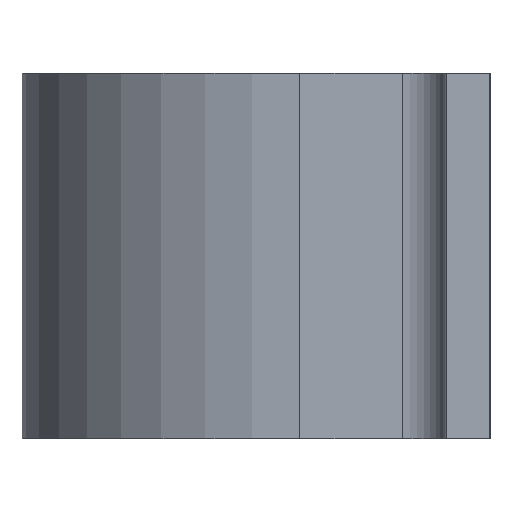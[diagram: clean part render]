
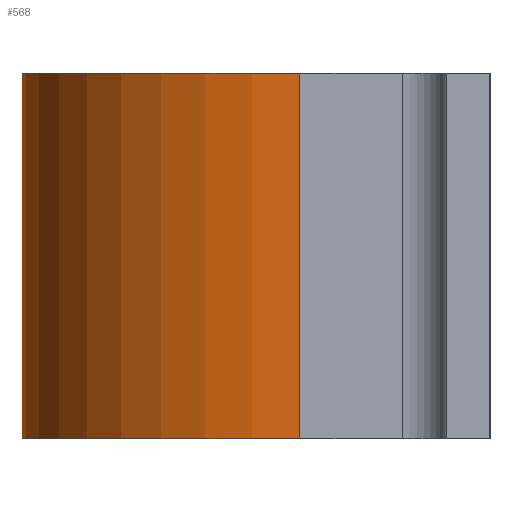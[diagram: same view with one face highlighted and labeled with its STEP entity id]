
A CAD part, left-side view. The second image highlights one B-rep face of the part: STEP entity #568.
In plain terms, the highlighted cylindrical face has radius 19 mm (diameter 38 mm), a partial arc.
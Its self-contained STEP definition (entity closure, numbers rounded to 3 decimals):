
#30 = CARTESIAN_POINT ( 'NONE',  ( 19., 13., 12.5 ) ) ;
#79 = ORIENTED_EDGE ( 'NONE', *, *, #1325, .F. ) ;
#113 = AXIS2_PLACEMENT_3D ( 'NONE', #1310, #1306, #325 ) ;
#132 = FACE_OUTER_BOUND ( 'NONE', #530, .T. ) ;
#241 = VERTEX_POINT ( 'NONE', #30 ) ;
#250 = CARTESIAN_POINT ( 'NONE',  ( 19., 13., 12.5 ) ) ;
#257 = DIRECTION ( 'NONE',  ( 1., 0., 0. ) ) ;
#275 = DIRECTION ( 'NONE',  ( 0., 0., 1. ) ) ;
#316 = EDGE_CURVE ( 'NONE', #1068, #649, #1018, .T. ) ;
#325 = DIRECTION ( 'NONE',  ( -1., 0., 0. ) ) ;
#340 = ORIENTED_EDGE ( 'NONE', *, *, #648, .T. ) ;
#360 = CARTESIAN_POINT ( 'NONE',  ( -19., 13., -12.5 ) ) ;
#368 = CYLINDRICAL_SURFACE ( 'NONE', #113, 19. ) ;
#470 = AXIS2_PLACEMENT_3D ( 'NONE', #791, #1118, #257 ) ;
#529 = VECTOR ( 'NONE', #1202, 1000. ) ;
#530 = EDGE_LOOP ( 'NONE', ( #666, #79, #1161, #340 ) ) ;
#543 = VERTEX_POINT ( 'NONE', #733 ) ;
#568 = ADVANCED_FACE ( 'NONE', ( #132 ), #368, .T. ) ;
#648 = EDGE_CURVE ( 'NONE', #241, #1068, #854, .T. ) ;
#649 = VERTEX_POINT ( 'NONE', #360 ) ;
#651 = CARTESIAN_POINT ( 'NONE',  ( 19., 13., -12.5 ) ) ;
#666 = ORIENTED_EDGE ( 'NONE', *, *, #316, .T. ) ;
#720 = EDGE_CURVE ( 'NONE', #241, #543, #904, .T. ) ;
#733 = CARTESIAN_POINT ( 'NONE',  ( -19., 13., 12.5 ) ) ;
#791 = CARTESIAN_POINT ( 'NONE',  ( 0., 13., 12.5 ) ) ;
#794 = DIRECTION ( 'NONE',  ( 1., 0., 0. ) ) ;
#854 = LINE ( 'NONE', #250, #529 ) ;
#904 = CIRCLE ( 'NONE', #470, 19. ) ;
#990 = LINE ( 'NONE', #1166, #1273 ) ;
#1018 = CIRCLE ( 'NONE', #1241, 19. ) ;
#1068 = VERTEX_POINT ( 'NONE', #651 ) ;
#1118 = DIRECTION ( 'NONE',  ( 0., 0., 1. ) ) ;
#1161 = ORIENTED_EDGE ( 'NONE', *, *, #720, .F. ) ;
#1166 = CARTESIAN_POINT ( 'NONE',  ( -19., 13., 12.5 ) ) ;
#1202 = DIRECTION ( 'NONE',  ( 0., 0., -1. ) ) ;
#1237 = CARTESIAN_POINT ( 'NONE',  ( 0., 13., -12.5 ) ) ;
#1241 = AXIS2_PLACEMENT_3D ( 'NONE', #1237, #275, #794 ) ;
#1263 = DIRECTION ( 'NONE',  ( 0., 0., -1. ) ) ;
#1273 = VECTOR ( 'NONE', #1263, 1000. ) ;
#1306 = DIRECTION ( 'NONE',  ( 0., 0., -1. ) ) ;
#1310 = CARTESIAN_POINT ( 'NONE',  ( 0., 13., 12.5 ) ) ;
#1325 = EDGE_CURVE ( 'NONE', #543, #649, #990, .T. ) ;
